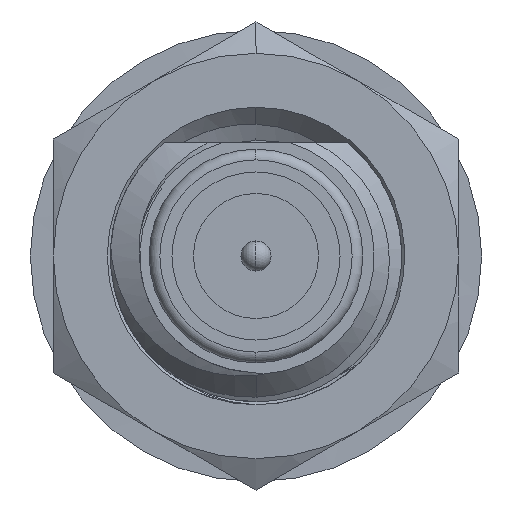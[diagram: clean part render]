
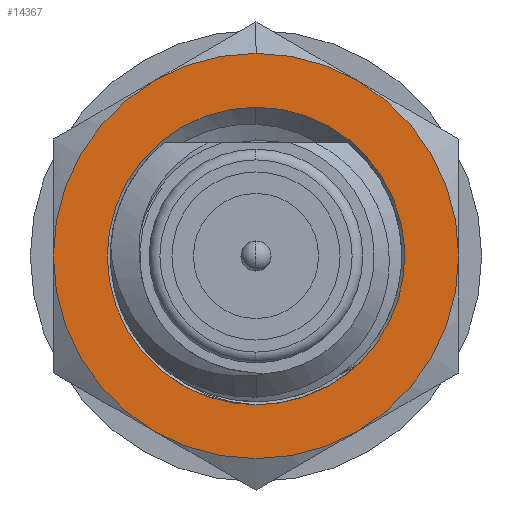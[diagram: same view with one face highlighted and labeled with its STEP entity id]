
A CAD part, left-side view. The second image highlights one B-rep face of the part: STEP entity #14367.
In plain terms, the highlighted planar face has unit normal (-1, 0, 0).
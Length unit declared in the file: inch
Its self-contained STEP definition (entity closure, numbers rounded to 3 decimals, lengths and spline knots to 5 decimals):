
#42 = EDGE_CURVE ( 'NONE', #102, #11217, #1183, .T. ) ;
#102 = VERTEX_POINT ( 'NONE', #1467 ) ;
#154 = AXIS2_PLACEMENT_3D ( 'NONE', #5772, #13571, #198 ) ;
#198 = DIRECTION ( 'NONE',  ( 0., 0., 1. ) ) ;
#223 = VERTEX_POINT ( 'NONE', #3717 ) ;
#321 = DIRECTION ( 'NONE',  ( 0., 0., 1. ) ) ;
#599 = CARTESIAN_POINT ( 'NONE',  ( 0.1972, -0.047, 0.08141 ) ) ;
#784 = CIRCLE ( 'NONE', #12948, 0.094 ) ;
#800 = EDGE_CURVE ( 'NONE', #3786, #223, #10156, .T. ) ;
#1183 = CIRCLE ( 'NONE', #154, 0.094 ) ;
#1467 = CARTESIAN_POINT ( 'NONE',  ( 0.1972, 0.047, -0.08141 ) ) ;
#1658 = CIRCLE ( 'NONE', #4895, 0.094 ) ;
#1842 = CIRCLE ( 'NONE', #14438, 0.069 ) ;
#2127 = CARTESIAN_POINT ( 'NONE',  ( 0.1972, 0., 0. ) ) ;
#2134 = EDGE_CURVE ( 'NONE', #12267, #2279, #8570, .T. ) ;
#2279 = VERTEX_POINT ( 'NONE', #5576 ) ;
#2358 = ORIENTED_EDGE ( 'NONE', *, *, #7975, .F. ) ;
#2461 = DIRECTION ( 'NONE',  ( -1., 0., 0. ) ) ;
#2993 = CARTESIAN_POINT ( 'NONE',  ( 0.1972, 0., 0. ) ) ;
#3282 = DIRECTION ( 'NONE',  ( 0., 0., 1. ) ) ;
#3294 = DIRECTION ( 'NONE',  ( -1., 0., 0. ) ) ;
#3642 = ORIENTED_EDGE ( 'NONE', *, *, #4912, .T. ) ;
#3717 = CARTESIAN_POINT ( 'NONE',  ( 0.1972, -0.04834, -0.04923 ) ) ;
#3729 = AXIS2_PLACEMENT_3D ( 'NONE', #8114, #2461, #5980 ) ;
#3786 = VERTEX_POINT ( 'NONE', #11352 ) ;
#3809 = VERTEX_POINT ( 'NONE', #12508 ) ;
#3822 = VERTEX_POINT ( 'NONE', #12658 ) ;
#4072 = ORIENTED_EDGE ( 'NONE', *, *, #4473, .T. ) ;
#4225 = ORIENTED_EDGE ( 'NONE', *, *, #6990, .T. ) ;
#4415 = ORIENTED_EDGE ( 'NONE', *, *, #7183, .T. ) ;
#4433 = FACE_BOUND ( 'NONE', #5933, .T. ) ;
#4473 = EDGE_CURVE ( 'NONE', #8598, #7539, #8557, .T. ) ;
#4534 = EDGE_CURVE ( 'NONE', #2279, #102, #5239, .T. ) ;
#4771 = DIRECTION ( 'NONE',  ( -1., 0., 0. ) ) ;
#4895 = AXIS2_PLACEMENT_3D ( 'NONE', #11557, #10481, #321 ) ;
#4912 = EDGE_CURVE ( 'NONE', #3809, #8598, #8888, .T. ) ;
#5239 = CIRCLE ( 'NONE', #9468, 0.094 ) ;
#5280 = CARTESIAN_POINT ( 'NONE',  ( 0.1972, 0., 0. ) ) ;
#5576 = CARTESIAN_POINT ( 'NONE',  ( 0.1972, 0.094, 0. ) ) ;
#5587 = DIRECTION ( 'NONE',  ( 0., 0., 1. ) ) ;
#5606 = DIRECTION ( 'NONE',  ( -1., 0., 0. ) ) ;
#5772 = CARTESIAN_POINT ( 'NONE',  ( 0.1972, 0., 0. ) ) ;
#5852 = CARTESIAN_POINT ( 'NONE',  ( 0.1972, 0., 0. ) ) ;
#5933 = EDGE_LOOP ( 'NONE', ( #2358, #7996, #14111 ) ) ;
#5980 = DIRECTION ( 'NONE',  ( 0., 0., 1. ) ) ;
#6073 = CARTESIAN_POINT ( 'NONE',  ( 0.1972, 0., 0. ) ) ;
#6401 = DIRECTION ( 'NONE',  ( 0., 0., 1. ) ) ;
#6587 = CARTESIAN_POINT ( 'NONE',  ( 0.1972, 0., 0. ) ) ;
#6938 = EDGE_LOOP ( 'NONE', ( #4072, #4415, #13777, #12360, #11309, #4225, #3642 ) ) ;
#6948 = DIRECTION ( 'NONE',  ( -1., 0., 0. ) ) ;
#6990 = EDGE_CURVE ( 'NONE', #11217, #3809, #784, .T. ) ;
#7103 = DIRECTION ( 'NONE',  ( -1., 0., 0. ) ) ;
#7183 = EDGE_CURVE ( 'NONE', #7539, #12267, #1658, .T. ) ;
#7251 = EDGE_CURVE ( 'NONE', #3822, #3786, #14321, .T. ) ;
#7507 = DIRECTION ( 'NONE',  ( -1., 0., 0. ) ) ;
#7539 = VERTEX_POINT ( 'NONE', #10607 ) ;
#7893 = CARTESIAN_POINT ( 'NONE',  ( 0.1972, 0.047, 0.08141 ) ) ;
#7975 = EDGE_CURVE ( 'NONE', #223, #3822, #1842, .T. ) ;
#7996 = ORIENTED_EDGE ( 'NONE', *, *, #800, .F. ) ;
#8114 = CARTESIAN_POINT ( 'NONE',  ( 0.1972, -0.094, -0.05427 ) ) ;
#8125 = DIRECTION ( 'NONE',  ( 0., 0., 1. ) ) ;
#8454 = DIRECTION ( 'NONE',  ( -1., 0., 0. ) ) ;
#8557 = CIRCLE ( 'NONE', #13123, 0.094 ) ;
#8570 = CIRCLE ( 'NONE', #10023, 0.094 ) ;
#8598 = VERTEX_POINT ( 'NONE', #599 ) ;
#8631 = DIRECTION ( 'NONE',  ( 0., 0., 1. ) ) ;
#8888 = CIRCLE ( 'NONE', #13572, 0.094 ) ;
#9378 = DIRECTION ( 'NONE',  ( 0., 0., 1. ) ) ;
#9468 = AXIS2_PLACEMENT_3D ( 'NONE', #2993, #7507, #8631 ) ;
#9688 = AXIS2_PLACEMENT_3D ( 'NONE', #13879, #7103, #10582 ) ;
#10023 = AXIS2_PLACEMENT_3D ( 'NONE', #5852, #4771, #9378 ) ;
#10156 = CIRCLE ( 'NONE', #12322, 0.069 ) ;
#10176 = DIRECTION ( 'NONE',  ( -1., 0., 0. ) ) ;
#10420 = PLANE ( 'NONE',  #3729 ) ;
#10475 = CARTESIAN_POINT ( 'NONE',  ( 0.1972, -0.047, -0.08141 ) ) ;
#10481 = DIRECTION ( 'NONE',  ( -1., 0., 0. ) ) ;
#10582 = DIRECTION ( 'NONE',  ( 0., 0., 1. ) ) ;
#10607 = CARTESIAN_POINT ( 'NONE',  ( 0.1972, 0., 0.094 ) ) ;
#11149 = CARTESIAN_POINT ( 'NONE',  ( 0.1972, 0., 0. ) ) ;
#11217 = VERTEX_POINT ( 'NONE', #10475 ) ;
#11309 = ORIENTED_EDGE ( 'NONE', *, *, #42, .T. ) ;
#11352 = CARTESIAN_POINT ( 'NONE',  ( 0.1972, 0., -0.069 ) ) ;
#11557 = CARTESIAN_POINT ( 'NONE',  ( 0.1972, 0., 0. ) ) ;
#11766 = DIRECTION ( 'NONE',  ( 0., 0., 1. ) ) ;
#12267 = VERTEX_POINT ( 'NONE', #7893 ) ;
#12271 = FACE_OUTER_BOUND ( 'NONE', #6938, .T. ) ;
#12322 = AXIS2_PLACEMENT_3D ( 'NONE', #6073, #8454, #11766 ) ;
#12360 = ORIENTED_EDGE ( 'NONE', *, *, #4534, .T. ) ;
#12508 = CARTESIAN_POINT ( 'NONE',  ( 0.1972, -0.094, 0. ) ) ;
#12658 = CARTESIAN_POINT ( 'NONE',  ( 0.1972, 0., 0.069 ) ) ;
#12948 = AXIS2_PLACEMENT_3D ( 'NONE', #2127, #6948, #8125 ) ;
#13123 = AXIS2_PLACEMENT_3D ( 'NONE', #5280, #3294, #6401 ) ;
#13571 = DIRECTION ( 'NONE',  ( -1., 0., 0. ) ) ;
#13572 = AXIS2_PLACEMENT_3D ( 'NONE', #11149, #10176, #5587 ) ;
#13777 = ORIENTED_EDGE ( 'NONE', *, *, #2134, .T. ) ;
#13879 = CARTESIAN_POINT ( 'NONE',  ( 0.1972, 0., 0. ) ) ;
#14111 = ORIENTED_EDGE ( 'NONE', *, *, #7251, .F. ) ;
#14321 = CIRCLE ( 'NONE', #9688, 0.069 ) ;
#14367 = ADVANCED_FACE ( 'NONE', ( #4433, #12271 ), #10420, .T. ) ;
#14438 = AXIS2_PLACEMENT_3D ( 'NONE', #6587, #5606, #3282 ) ;
